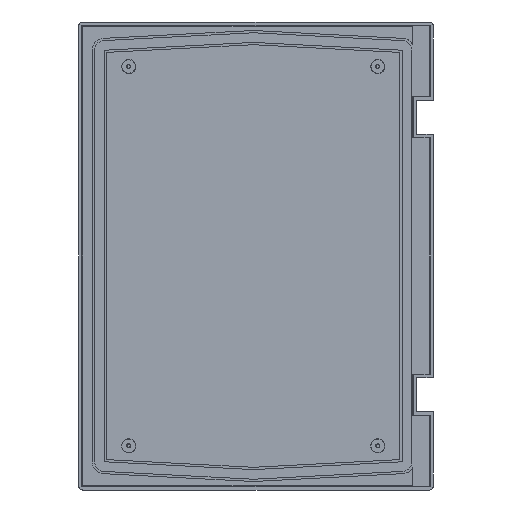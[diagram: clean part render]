
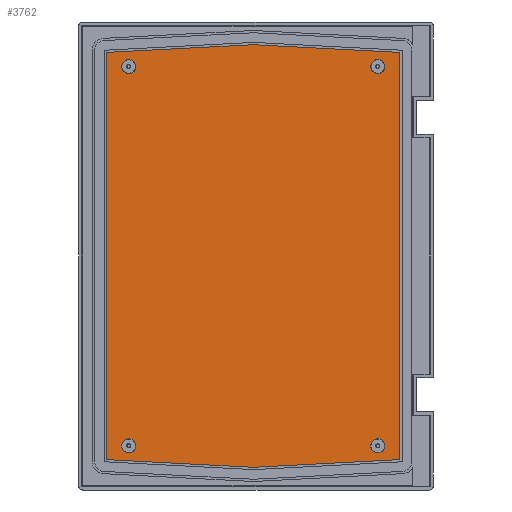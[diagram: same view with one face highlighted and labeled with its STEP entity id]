
A CAD part, front view. The second image highlights one B-rep face of the part: STEP entity #3762.
In plain terms, the highlighted planar face has unit normal (0, -1, 0).
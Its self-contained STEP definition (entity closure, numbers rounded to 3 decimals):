
#31 = VECTOR ( 'NONE', #3283, 1000. ) ;
#86 = CARTESIAN_POINT ( 'NONE',  ( 127.168, 30.5, -391.965 ) ) ;
#100 = ORIENTED_EDGE ( 'NONE', *, *, #1793, .T. ) ;
#140 = CARTESIAN_POINT ( 'NONE',  ( -112.5, 30.5, 167.3 ) ) ;
#166 = ORIENTED_EDGE ( 'NONE', *, *, #1526, .F. ) ;
#168 = CARTESIAN_POINT ( 'NONE',  ( -155.652, 30.5, -205.652 ) ) ;
#203 = CARTESIAN_POINT ( 'NONE',  ( 15.106, 30.5, -187.583 ) ) ;
#280 = CARTESIAN_POINT ( 'NONE',  ( -112.5, 30.5, -167.7 ) ) ;
#291 = EDGE_CURVE ( 'NONE', #1969, #3743, #497, .T. ) ;
#307 = VERTEX_POINT ( 'NONE', #2951 ) ;
#329 = ORIENTED_EDGE ( 'NONE', *, *, #291, .F. ) ;
#330 = CIRCLE ( 'NONE', #1693, 6.209 ) ;
#380 = DIRECTION ( 'NONE',  ( 0., -1., 0. ) ) ;
#449 = CARTESIAN_POINT ( 'NONE',  ( 107.5, 30.5, -173.909 ) ) ;
#474 = AXIS2_PLACEMENT_3D ( 'NONE', #1569, #3084, #710 ) ;
#493 = EDGE_CURVE ( 'NONE', #307, #1320, #1314, .T. ) ;
#497 = CIRCLE ( 'NONE', #642, 6.209 ) ;
#506 = CARTESIAN_POINT ( 'NONE',  ( -112.5, 30.5, 173.509 ) ) ;
#533 = ORIENTED_EDGE ( 'NONE', *, *, #3066, .T. ) ;
#565 = AXIS2_PLACEMENT_3D ( 'NONE', #3059, #380, #2175 ) ;
#614 = AXIS2_PLACEMENT_3D ( 'NONE', #168, #2566, #2856 ) ;
#642 = AXIS2_PLACEMENT_3D ( 'NONE', #280, #848, #3230 ) ;
#710 = DIRECTION ( 'NONE',  ( 0., 0., 1. ) ) ;
#767 = EDGE_LOOP ( 'NONE', ( #1093, #329 ) ) ;
#779 = CARTESIAN_POINT ( 'NONE',  ( -132.168, 30.5, -391.965 ) ) ;
#782 = LINE ( 'NONE', #888, #31 ) ;
#783 = CARTESIAN_POINT ( 'NONE',  ( -132.168, 30.5, -179.865 ) ) ;
#801 = DIRECTION ( 'NONE',  ( 0., 0., 1. ) ) ;
#848 = DIRECTION ( 'NONE',  ( 0., -1., 0. ) ) ;
#876 = FACE_BOUND ( 'NONE', #2464, .T. ) ;
#878 = VECTOR ( 'NONE', #2885, 1000. ) ;
#888 = CARTESIAN_POINT ( 'NONE',  ( -6.354, 30.5, -186.863 ) ) ;
#961 = EDGE_CURVE ( 'NONE', #2199, #2877, #996, .T. ) ;
#972 = FACE_BOUND ( 'NONE', #767, .T. ) ;
#996 = CIRCLE ( 'NONE', #474, 6.209 ) ;
#1009 = DIRECTION ( 'NONE',  ( 0., 0., 1. ) ) ;
#1014 = EDGE_CURVE ( 'NONE', #1107, #3121, #2401, .T. ) ;
#1026 = CARTESIAN_POINT ( 'NONE',  ( 107.5, 30.5, 167.3 ) ) ;
#1063 = CARTESIAN_POINT ( 'NONE',  ( 127.168, 30.5, -179.865 ) ) ;
#1093 = ORIENTED_EDGE ( 'NONE', *, *, #1380, .F. ) ;
#1107 = VERTEX_POINT ( 'NONE', #1063 ) ;
#1154 = EDGE_CURVE ( 'NONE', #3044, #1602, #2016, .T. ) ;
#1175 = CARTESIAN_POINT ( 'NONE',  ( -132.168, 30.5, 179.865 ) ) ;
#1218 = AXIS2_PLACEMENT_3D ( 'NONE', #1782, #1470, #3548 ) ;
#1259 = ORIENTED_EDGE ( 'NONE', *, *, #2449, .F. ) ;
#1298 = ORIENTED_EDGE ( 'NONE', *, *, #3577, .T. ) ;
#1314 = LINE ( 'NONE', #2479, #2690 ) ;
#1320 = VERTEX_POINT ( 'NONE', #1175 ) ;
#1337 = CARTESIAN_POINT ( 'NONE',  ( -2.5, 30.5, -186.661 ) ) ;
#1380 = EDGE_CURVE ( 'NONE', #3743, #1969, #2618, .T. ) ;
#1382 = ORIENTED_EDGE ( 'NONE', *, *, #1426, .F. ) ;
#1426 = EDGE_CURVE ( 'NONE', #2446, #1519, #3886, .T. ) ;
#1470 = DIRECTION ( 'NONE',  ( 0., -1., 0. ) ) ;
#1519 = VERTEX_POINT ( 'NONE', #2529 ) ;
#1526 = EDGE_CURVE ( 'NONE', #1519, #2446, #2183, .T. ) ;
#1563 = CARTESIAN_POINT ( 'NONE',  ( -112.5, 30.5, -167.7 ) ) ;
#1566 = CARTESIAN_POINT ( 'NONE',  ( 107.5, 30.5, -161.491 ) ) ;
#1569 = CARTESIAN_POINT ( 'NONE',  ( 107.5, 30.5, -167.7 ) ) ;
#1602 = VERTEX_POINT ( 'NONE', #1337 ) ;
#1667 = DIRECTION ( 'NONE',  ( 0., -1., 0. ) ) ;
#1693 = AXIS2_PLACEMENT_3D ( 'NONE', #140, #3139, #3464 ) ;
#1703 = EDGE_LOOP ( 'NONE', ( #3393, #100, #3217, #533, #2025, #1298 ) ) ;
#1725 = DIRECTION ( 'NONE',  ( 0.999, 0., -0.052 ) ) ;
#1734 = VECTOR ( 'NONE', #1725, 1000. ) ;
#1782 = CARTESIAN_POINT ( 'NONE',  ( 107.5, 30.5, -167.7 ) ) ;
#1793 = EDGE_CURVE ( 'NONE', #1602, #1107, #782, .T. ) ;
#1845 = FACE_BOUND ( 'NONE', #2484, .T. ) ;
#1895 = VECTOR ( 'NONE', #2863, 1000. ) ;
#1898 = DIRECTION ( 'NONE',  ( 0., 0., 1. ) ) ;
#1910 = VECTOR ( 'NONE', #2476, 1000. ) ;
#1957 = CARTESIAN_POINT ( 'NONE',  ( 34.618, 30.5, 184.715 ) ) ;
#1969 = VERTEX_POINT ( 'NONE', #2238 ) ;
#2016 = LINE ( 'NONE', #203, #1734 ) ;
#2025 = ORIENTED_EDGE ( 'NONE', *, *, #493, .T. ) ;
#2043 = ORIENTED_EDGE ( 'NONE', *, *, #2992, .F. ) ;
#2175 = DIRECTION ( 'NONE',  ( 0., 0., 1. ) ) ;
#2183 = CIRCLE ( 'NONE', #3285, 6.209 ) ;
#2199 = VERTEX_POINT ( 'NONE', #1566 ) ;
#2205 = DIRECTION ( 'NONE',  ( 0., -1., 0. ) ) ;
#2238 = CARTESIAN_POINT ( 'NONE',  ( -112.5, 30.5, -161.491 ) ) ;
#2313 = CARTESIAN_POINT ( 'NONE',  ( -112.5, 30.5, -173.909 ) ) ;
#2401 = LINE ( 'NONE', #86, #1910 ) ;
#2446 = VERTEX_POINT ( 'NONE', #3286 ) ;
#2449 = EDGE_CURVE ( 'NONE', #2877, #2199, #2512, .T. ) ;
#2464 = EDGE_LOOP ( 'NONE', ( #2043, #3553 ) ) ;
#2476 = DIRECTION ( 'NONE',  ( 0., 0., 1. ) ) ;
#2477 = FACE_OUTER_BOUND ( 'NONE', #1703, .T. ) ;
#2479 = CARTESIAN_POINT ( 'NONE',  ( -25.865, 30.5, 185.436 ) ) ;
#2484 = EDGE_LOOP ( 'NONE', ( #166, #1382 ) ) ;
#2512 = CIRCLE ( 'NONE', #1218, 6.209 ) ;
#2529 = CARTESIAN_POINT ( 'NONE',  ( 107.5, 30.5, 161.091 ) ) ;
#2566 = DIRECTION ( 'NONE',  ( 0., 1., 0. ) ) ;
#2581 = PLANE ( 'NONE',  #614 ) ;
#2618 = CIRCLE ( 'NONE', #3728, 6.209 ) ;
#2690 = VECTOR ( 'NONE', #3665, 1000. ) ;
#2815 = EDGE_CURVE ( 'NONE', #3618, #3257, #3026, .T. ) ;
#2856 = DIRECTION ( 'NONE',  ( 0., 0., 1. ) ) ;
#2863 = DIRECTION ( 'NONE',  ( 0., 0., -1. ) ) ;
#2877 = VERTEX_POINT ( 'NONE', #449 ) ;
#2885 = DIRECTION ( 'NONE',  ( -0.999, 0., 0.052 ) ) ;
#2951 = CARTESIAN_POINT ( 'NONE',  ( -2.5, 30.5, 186.661 ) ) ;
#2992 = EDGE_CURVE ( 'NONE', #3257, #3618, #330, .T. ) ;
#3026 = CIRCLE ( 'NONE', #565, 6.209 ) ;
#3037 = CARTESIAN_POINT ( 'NONE',  ( -112.5, 30.5, 161.091 ) ) ;
#3044 = VERTEX_POINT ( 'NONE', #783 ) ;
#3059 = CARTESIAN_POINT ( 'NONE',  ( -112.5, 30.5, 167.3 ) ) ;
#3066 = EDGE_CURVE ( 'NONE', #3121, #307, #3370, .T. ) ;
#3084 = DIRECTION ( 'NONE',  ( 0., -1., 0. ) ) ;
#3121 = VERTEX_POINT ( 'NONE', #3182 ) ;
#3139 = DIRECTION ( 'NONE',  ( 0., -1., 0. ) ) ;
#3182 = CARTESIAN_POINT ( 'NONE',  ( 127.168, 30.5, 179.865 ) ) ;
#3217 = ORIENTED_EDGE ( 'NONE', *, *, #1014, .T. ) ;
#3230 = DIRECTION ( 'NONE',  ( 0., 0., 1. ) ) ;
#3257 = VERTEX_POINT ( 'NONE', #3037 ) ;
#3283 = DIRECTION ( 'NONE',  ( 0.999, 0., 0.052 ) ) ;
#3285 = AXIS2_PLACEMENT_3D ( 'NONE', #3440, #1667, #801 ) ;
#3286 = CARTESIAN_POINT ( 'NONE',  ( 107.5, 30.5, 173.509 ) ) ;
#3364 = FACE_BOUND ( 'NONE', #3794, .T. ) ;
#3370 = LINE ( 'NONE', #1957, #878 ) ;
#3393 = ORIENTED_EDGE ( 'NONE', *, *, #1154, .T. ) ;
#3418 = DIRECTION ( 'NONE',  ( 0., -1., 0. ) ) ;
#3440 = CARTESIAN_POINT ( 'NONE',  ( 107.5, 30.5, 167.3 ) ) ;
#3464 = DIRECTION ( 'NONE',  ( 0., 0., 1. ) ) ;
#3474 = AXIS2_PLACEMENT_3D ( 'NONE', #1026, #2205, #1009 ) ;
#3548 = DIRECTION ( 'NONE',  ( 0., 0., 1. ) ) ;
#3553 = ORIENTED_EDGE ( 'NONE', *, *, #2815, .F. ) ;
#3556 = LINE ( 'NONE', #779, #1895 ) ;
#3577 = EDGE_CURVE ( 'NONE', #1320, #3044, #3556, .T. ) ;
#3618 = VERTEX_POINT ( 'NONE', #506 ) ;
#3665 = DIRECTION ( 'NONE',  ( -0.999, 0., -0.052 ) ) ;
#3722 = ORIENTED_EDGE ( 'NONE', *, *, #961, .F. ) ;
#3728 = AXIS2_PLACEMENT_3D ( 'NONE', #1563, #3418, #1898 ) ;
#3743 = VERTEX_POINT ( 'NONE', #2313 ) ;
#3762 = ADVANCED_FACE ( 'NONE', ( #1845, #876, #972, #3364, #2477 ), #2581, .F. ) ;
#3794 = EDGE_LOOP ( 'NONE', ( #1259, #3722 ) ) ;
#3886 = CIRCLE ( 'NONE', #3474, 6.209 ) ;
